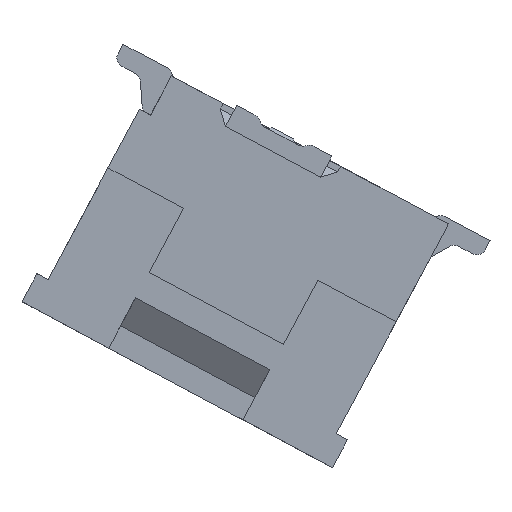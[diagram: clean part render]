
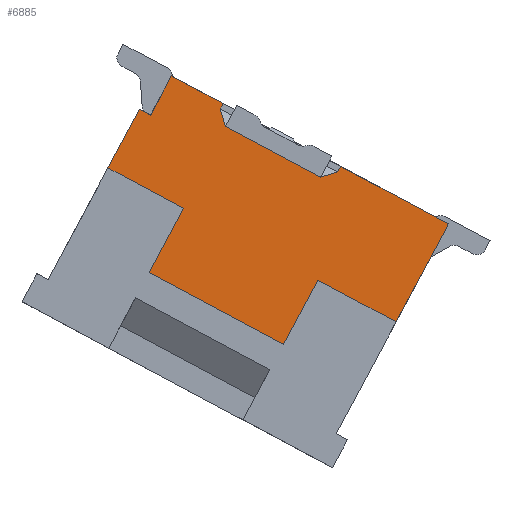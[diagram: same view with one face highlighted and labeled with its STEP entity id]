
A CAD part, front view. The second image highlights one B-rep face of the part: STEP entity #6885.
In plain terms, the highlighted planar face has unit normal (0, -1, 0).
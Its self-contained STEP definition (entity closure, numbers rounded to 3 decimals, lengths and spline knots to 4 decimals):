
#498 = DIRECTION ( 'NONE',  ( 0.882, 0., -0.471 ) ) ;
#567 = LINE ( 'NONE', #35881, #994 ) ;
#994 = VECTOR ( 'NONE', #90938, 1000. ) ;
#1192 = ORIENTED_EDGE ( 'NONE', *, *, #31784, .F. ) ;
#1919 = CARTESIAN_POINT ( 'NONE',  ( 8.2315, -2.2, -1.129 ) ) ;
#2760 = DIRECTION ( 'NONE',  ( -0.882, 0., 0.471 ) ) ;
#3224 = EDGE_CURVE ( 'NONE', #50716, #93446, #127482, .T. ) ;
#4766 = DIRECTION ( 'NONE',  ( -0.471, 0., -0.882 ) ) ;
#4779 = CARTESIAN_POINT ( 'NONE',  ( 3.615, -2.2, -1.5925 ) ) ;
#6760 = ORIENTED_EDGE ( 'NONE', *, *, #97475, .F. ) ;
#6885 = ADVANCED_FACE ( 'NONE', ( #54274 ), #126358, .F. ) ;
#6925 = VERTEX_POINT ( 'NONE', #37150 ) ;
#9030 = EDGE_CURVE ( 'NONE', #12991, #109111, #102747, .T. ) ;
#10017 = VERTEX_POINT ( 'NONE', #67865 ) ;
#11174 = CARTESIAN_POINT ( 'NONE',  ( 9.4663, -2.2, -1.7889 ) ) ;
#12991 = VERTEX_POINT ( 'NONE', #44870 ) ;
#13494 = EDGE_CURVE ( 'NONE', #81462, #117610, #91766, .T. ) ;
#13926 = ORIENTED_EDGE ( 'NONE', *, *, #44670, .F. ) ;
#14954 = VECTOR ( 'NONE', #118222, 1000. ) ;
#15129 = CARTESIAN_POINT ( 'NONE',  ( 5.562, -2.2, -1.0322 ) ) ;
#19275 = ORIENTED_EDGE ( 'NONE', *, *, #92968, .F. ) ;
#21560 = CARTESIAN_POINT ( 'NONE',  ( 10.3312, -2.2, -0.1705 ) ) ;
#21865 = ORIENTED_EDGE ( 'NONE', *, *, #36090, .F. ) ;
#22239 = CARTESIAN_POINT ( 'NONE',  ( 7.6895, -2.2, -2.1432 ) ) ;
#24861 = LINE ( 'NONE', #48841, #68422 ) ;
#26279 = ORIENTED_EDGE ( 'NONE', *, *, #92119, .F. ) ;
#26686 = CARTESIAN_POINT ( 'NONE',  ( 5.4192, -2.2, 1.5647 ) ) ;
#29526 = DIRECTION ( 'NONE',  ( -0.882, 0., 0.471 ) ) ;
#30400 = VECTOR ( 'NONE', #41285, 1000. ) ;
#31257 = LINE ( 'NONE', #97119, #76343 ) ;
#31784 = EDGE_CURVE ( 'NONE', #93446, #117610, #32316, .T. ) ;
#32316 = LINE ( 'NONE', #114095, #116617 ) ;
#34197 = VERTEX_POINT ( 'NONE', #84992 ) ;
#34749 = DIRECTION ( 'NONE',  ( 0.882, 0., -0.471 ) ) ;
#35473 = AXIS2_PLACEMENT_3D ( 'NONE', #4779, #53178, #73600 ) ;
#35881 = CARTESIAN_POINT ( 'NONE',  ( 5.8383, -2.2, 2.1345 ) ) ;
#36090 = EDGE_CURVE ( 'NONE', #78608, #52025, #118170, .T. ) ;
#37150 = CARTESIAN_POINT ( 'NONE',  ( 6.6942, -2.2, 1.5636 ) ) ;
#38090 = CARTESIAN_POINT ( 'NONE',  ( 4.9243, -2.2, 0.6387 ) ) ;
#38226 = CARTESIAN_POINT ( 'NONE',  ( 5.589, -2.2, 1.4581 ) ) ;
#39697 = VECTOR ( 'NONE', #114916, 1000. ) ;
#41122 = VECTOR ( 'NONE', #34749, 1000. ) ;
#41285 = DIRECTION ( 'NONE',  ( -0.471, 0., -0.882 ) ) ;
#42840 = LINE ( 'NONE', #38226, #129291 ) ;
#43128 = EDGE_CURVE ( 'NONE', #6925, #10017, #60256, .T. ) ;
#43239 = ORIENTED_EDGE ( 'NONE', *, *, #117395, .F. ) ;
#43345 = LINE ( 'NONE', #75327, #87556 ) ;
#44670 = EDGE_CURVE ( 'NONE', #106180, #113668, #125473, .T. ) ;
#44870 = CARTESIAN_POINT ( 'NONE',  ( 8.2756, -2.2, 0.4916 ) ) ;
#48518 = CARTESIAN_POINT ( 'NONE',  ( 8.5463, -2.2, 0.5737 ) ) ;
#48841 = CARTESIAN_POINT ( 'NONE',  ( 7.7318, -2.2, -2.1658 ) ) ;
#49736 = VECTOR ( 'NONE', #122690, 1000. ) ;
#50716 = VERTEX_POINT ( 'NONE', #100427 ) ;
#51333 = CARTESIAN_POINT ( 'NONE',  ( 6.1149, -2.2, 0.0023 ) ) ;
#52013 = CARTESIAN_POINT ( 'NONE',  ( 8.2424, -2.2, -1.1087 ) ) ;
#52025 = VERTEX_POINT ( 'NONE', #11174 ) ;
#52278 = EDGE_CURVE ( 'NONE', #34197, #6925, #43345, .T. ) ;
#53178 = DIRECTION ( 'NONE',  ( 0., 1., 0. ) ) ;
#53985 = VECTOR ( 'NONE', #29526, 1000. ) ;
#54168 = ORIENTED_EDGE ( 'NONE', *, *, #9030, .F. ) ;
#54274 = FACE_OUTER_BOUND ( 'NONE', #118988, .T. ) ;
#54311 = EDGE_CURVE ( 'NONE', #52025, #106180, #55953, .T. ) ;
#55953 = LINE ( 'NONE', #90747, #53985 ) ;
#58759 = VECTOR ( 'NONE', #71408, 1000. ) ;
#60256 = LINE ( 'NONE', #77392, #14954 ) ;
#67865 = CARTESIAN_POINT ( 'NONE',  ( 6.7764, -2.2, 1.2929 ) ) ;
#68422 = VECTOR ( 'NONE', #109901, 1000. ) ;
#68935 = DIRECTION ( 'NONE',  ( 0.471, 0., 0.882 ) ) ;
#71408 = DIRECTION ( 'NONE',  ( 0.957, 0., 0.29 ) ) ;
#71891 = ORIENTED_EDGE ( 'NONE', *, *, #43128, .F. ) ;
#73082 = ORIENTED_EDGE ( 'NONE', *, *, #74245, .F. ) ;
#73600 = DIRECTION ( 'NONE',  ( 1., 0., 0. ) ) ;
#74245 = EDGE_CURVE ( 'NONE', #129963, #34197, #81593, .T. ) ;
#75327 = CARTESIAN_POINT ( 'NONE',  ( 6.6894, -2.2, 1.5545 ) ) ;
#76343 = VECTOR ( 'NONE', #111552, 1000. ) ;
#76390 = ORIENTED_EDGE ( 'NONE', *, *, #52278, .F. ) ;
#77392 = CARTESIAN_POINT ( 'NONE',  ( 6.7794, -2.2, 1.283 ) ) ;
#77410 = ORIENTED_EDGE ( 'NONE', *, *, #3224, .F. ) ;
#78608 = VERTEX_POINT ( 'NONE', #105449 ) ;
#81462 = VERTEX_POINT ( 'NONE', #26686 ) ;
#81593 = LINE ( 'NONE', #84930, #41122 ) ;
#81945 = VECTOR ( 'NONE', #93312, 1000. ) ;
#82386 = CARTESIAN_POINT ( 'NONE',  ( 5.9256, -2.2, 2.0878 ) ) ;
#84516 = VECTOR ( 'NONE', #498, 1000. ) ;
#84930 = CARTESIAN_POINT ( 'NONE',  ( 5.8383, -2.2, 2.1345 ) ) ;
#84992 = CARTESIAN_POINT ( 'NONE',  ( 6.7414, -2.2, 1.6518 ) ) ;
#85551 = ORIENTED_EDGE ( 'NONE', *, *, #121412, .F. ) ;
#87556 = VECTOR ( 'NONE', #4766, 1000. ) ;
#90371 = CARTESIAN_POINT ( 'NONE',  ( 3.7058, -2.2, -1.6411 ) ) ;
#90747 = CARTESIAN_POINT ( 'NONE',  ( 9.4909, -2.2, -1.8021 ) ) ;
#90938 = DIRECTION ( 'NONE',  ( 0.882, 0., -0.471 ) ) ;
#91766 = LINE ( 'NONE', #90371, #49736 ) ;
#92039 = CARTESIAN_POINT ( 'NONE',  ( 8.5983, -2.2, 0.671 ) ) ;
#92119 = EDGE_CURVE ( 'NONE', #81462, #108114, #31257, .T. ) ;
#92697 = CARTESIAN_POINT ( 'NONE',  ( 8.5562, -2.2, 0.5767 ) ) ;
#92968 = EDGE_CURVE ( 'NONE', #94738, #78608, #567, .T. ) ;
#93312 = DIRECTION ( 'NONE',  ( 0.471, 0., 0.882 ) ) ;
#93446 = VERTEX_POINT ( 'NONE', #51333 ) ;
#94738 = VERTEX_POINT ( 'NONE', #105169 ) ;
#97119 = CARTESIAN_POINT ( 'NONE',  ( 5.3284, -2.2, 1.6133 ) ) ;
#97475 = EDGE_CURVE ( 'NONE', #109111, #94738, #109675, .T. ) ;
#100427 = CARTESIAN_POINT ( 'NONE',  ( 5.5728, -2.2, -1.0119 ) ) ;
#102747 = LINE ( 'NONE', #92697, #58759 ) ;
#105169 = CARTESIAN_POINT ( 'NONE',  ( 8.5934, -2.2, 0.6619 ) ) ;
#105449 = CARTESIAN_POINT ( 'NONE',  ( 10.2912, -2.2, -0.2455 ) ) ;
#106180 = VERTEX_POINT ( 'NONE', #1919 ) ;
#108114 = VERTEX_POINT ( 'NONE', #108828 ) ;
#108828 = CARTESIAN_POINT ( 'NONE',  ( 5.5956, -2.2, 1.4705 ) ) ;
#109111 = VERTEX_POINT ( 'NONE', #48518 ) ;
#109675 = LINE ( 'NONE', #92039, #110109 ) ;
#109901 = DIRECTION ( 'NONE',  ( -0.882, 0., 0.471 ) ) ;
#110109 = VECTOR ( 'NONE', #68935, 1000. ) ;
#111552 = DIRECTION ( 'NONE',  ( 0.882, 0., -0.471 ) ) ;
#111789 = CARTESIAN_POINT ( 'NONE',  ( 8.3056, -2.2, 0.4756 ) ) ;
#113668 = VERTEX_POINT ( 'NONE', #22239 ) ;
#114073 = EDGE_CURVE ( 'NONE', #10017, #12991, #128957, .T. ) ;
#114095 = CARTESIAN_POINT ( 'NONE',  ( 6.1387, -2.2, -0.0104 ) ) ;
#114916 = DIRECTION ( 'NONE',  ( -0.471, 0., -0.882 ) ) ;
#116617 = VECTOR ( 'NONE', #2760, 1000. ) ;
#117395 = EDGE_CURVE ( 'NONE', #113668, #50716, #24861, .T. ) ;
#117610 = VERTEX_POINT ( 'NONE', #38090 ) ;
#118170 = LINE ( 'NONE', #21560, #30400 ) ;
#118222 = DIRECTION ( 'NONE',  ( 0.29, 0., -0.957 ) ) ;
#118988 = EDGE_LOOP ( 'NONE', ( #85551, #26279, #123448, #1192, #77410, #43239, #13926, #123591, #21865, #19275, #6760, #54168, #126557, #71891, #76390, #73082 ) ) ;
#121412 = EDGE_CURVE ( 'NONE', #108114, #129963, #42840, .T. ) ;
#122690 = DIRECTION ( 'NONE',  ( -0.471, 0., -0.882 ) ) ;
#123448 = ORIENTED_EDGE ( 'NONE', *, *, #13494, .T. ) ;
#123591 = ORIENTED_EDGE ( 'NONE', *, *, #54311, .F. ) ;
#125473 = LINE ( 'NONE', #52013, #39697 ) ;
#126358 = PLANE ( 'NONE',  #35473 ) ;
#126557 = ORIENTED_EDGE ( 'NONE', *, *, #114073, .F. ) ;
#127482 = LINE ( 'NONE', #15129, #81945 ) ;
#128352 = DIRECTION ( 'NONE',  ( 0.471, 0., 0.882 ) ) ;
#128957 = LINE ( 'NONE', #111789, #84516 ) ;
#129291 = VECTOR ( 'NONE', #128352, 1000. ) ;
#129963 = VERTEX_POINT ( 'NONE', #82386 ) ;
